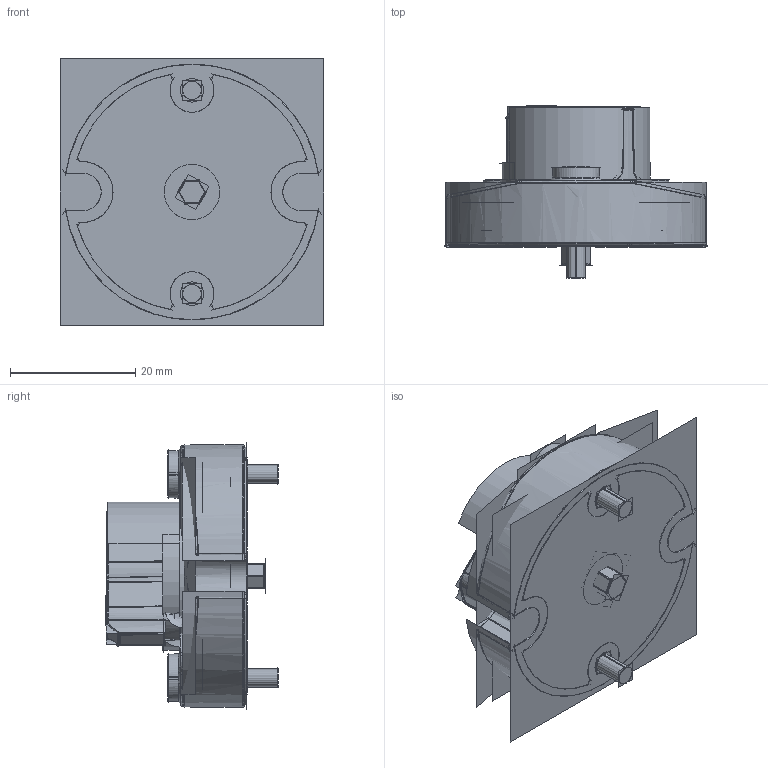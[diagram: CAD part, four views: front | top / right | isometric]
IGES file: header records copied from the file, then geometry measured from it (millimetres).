
Start section:  PTC IGES file: 220716.igs
Global section: file name: 220716.igs; native system: Creo Parametric by PTC Inc.; preprocessor: 2019292; author: PDMAdmin; organization: Unknown; date: 20210419.151817; units: millimetre
Bounding box: 42.07 x 27.53 x 42.54 mm (x, y, z)
Volume: 9558.1 mm3; surface area: 43063.7 mm2
Topology: 1 solids, 1 shells, 1778 faces, 9439 edges, 11985 vertices
Faces by surface type: revolution 818, bspline 590, extrusion 370
